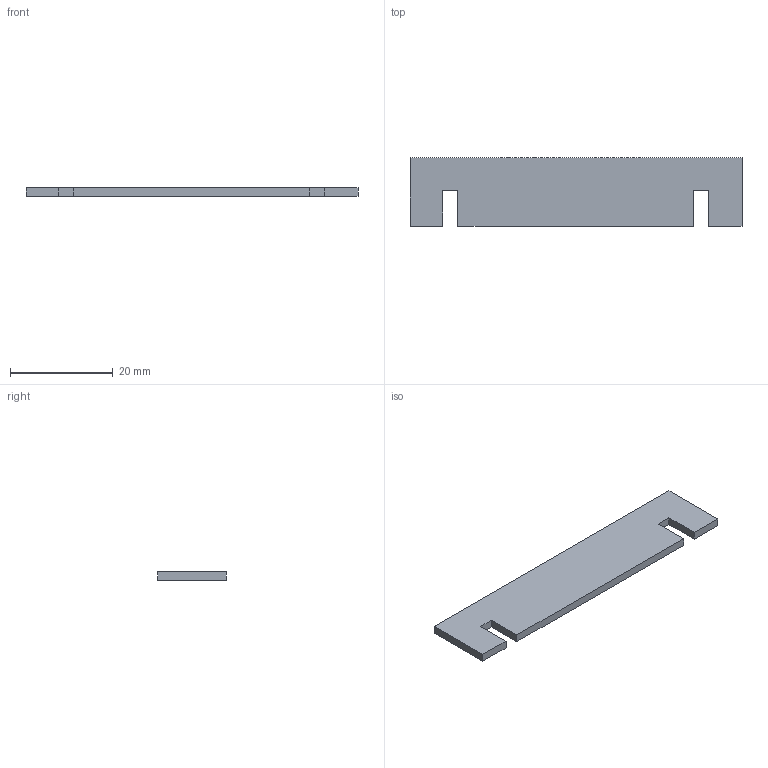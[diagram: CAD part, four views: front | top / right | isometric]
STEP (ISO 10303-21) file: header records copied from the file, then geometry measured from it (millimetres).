
FILE_DESCRIPTION(('FreeCAD Model'),'2;1');
FILE_NAME( 'SideWallC.step', '2021-12-11T14:40:17',('Author'),(''), 'Open CASCADE STEP processor 7.3','FreeCAD','Unknown');
FILE_SCHEMA(('AUTOMOTIVE_DESIGN { 1 0 10303 214 1 1 1 1 }'));
Length unit declared in the file: millimetre
Products named in the file (6): FirePlaceSideA; Board_Geoms_5025; Local_CS_5025; Pcb_5025; PCB_Sketch_5025; Step_Models_5025
Assembly tree (5 placements, depth 3):
  FirePlaceSideA
    Board_Geoms_5025
      Local_CS_5025
      Pcb_5025
      PCB_Sketch_5025
    Step_Models_5025
Bounding box: 64.52 x 13.4 x 1.6 mm (x, y, z)
Volume: 1316.4 mm3; surface area: 1939.6 mm2
Topology: 1 solids, 1 shells, 14 faces, 48 edges, 48 vertices
Faces by surface type: plane 14
Entity records: 627 total; most frequent: CARTESIAN_POINT 116, DIRECTION 88, ORIENTED_EDGE 72, LINE 48, VECTOR 48, EDGE_CURVE 36, VERTEX_POINT 24, AXIS2_PLACEMENT_3D 20
